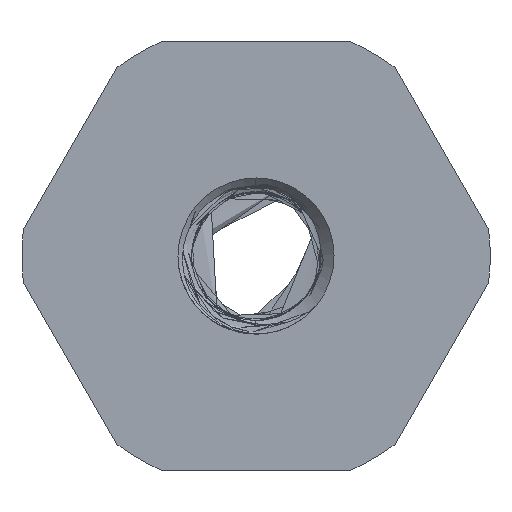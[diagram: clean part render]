
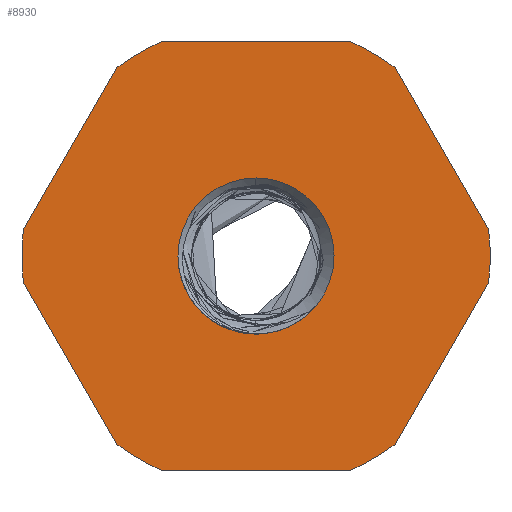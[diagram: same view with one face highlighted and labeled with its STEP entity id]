
A CAD part, front view. The second image highlights one B-rep face of the part: STEP entity #8930.
In plain terms, the highlighted planar face has unit normal (0, -1, 0).
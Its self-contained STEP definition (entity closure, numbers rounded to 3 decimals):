
#30 = AXIS2_PLACEMENT_3D ( 'NONE', #9692, #1163, #11592 ) ;
#60 = CARTESIAN_POINT ( 'NONE',  ( 0., 0., 0. ) ) ;
#123 = ORIENTED_EDGE ( 'NONE', *, *, #4446, .T. ) ;
#175 = DIRECTION ( 'NONE',  ( 0., 1., 0. ) ) ;
#272 = EDGE_CURVE ( 'NONE', #4185, #8603, #3402, .T. ) ;
#582 = CARTESIAN_POINT ( 'NONE',  ( -2.398, 0., 5.5 ) ) ;
#637 = ORIENTED_EDGE ( 'NONE', *, *, #9908, .T. ) ;
#640 = DIRECTION ( 'NONE',  ( 0., 1., 0. ) ) ;
#681 = DIRECTION ( 'NONE',  ( 0., 0., 1. ) ) ;
#687 = DIRECTION ( 'NONE',  ( 0., 0., 1. ) ) ;
#716 = DIRECTION ( 'NONE',  ( -0.5, 0., -0.866 ) ) ;
#979 = CARTESIAN_POINT ( 'NONE',  ( 0., 0., -2. ) ) ;
#987 = EDGE_CURVE ( 'NONE', #9353, #2197, #11527, .T. ) ;
#1008 = DIRECTION ( 'NONE',  ( -1., 0., 0. ) ) ;
#1163 = DIRECTION ( 'NONE',  ( 0., 1., 0. ) ) ;
#1203 = LINE ( 'NONE', #6469, #9226 ) ;
#1228 = CARTESIAN_POINT ( 'NONE',  ( 4.763, 0., 2.75 ) ) ;
#1325 = EDGE_CURVE ( 'NONE', #10917, #9353, #7082, .T. ) ;
#1485 = CARTESIAN_POINT ( 'NONE',  ( 0.239, 0., -1.986 ) ) ;
#1656 = CARTESIAN_POINT ( 'NONE',  ( -3.564, 0., 4.827 ) ) ;
#1730 = EDGE_CURVE ( 'NONE', #8603, #6027, #6938, .T. ) ;
#1793 = VERTEX_POINT ( 'NONE', #582 ) ;
#2073 = CIRCLE ( 'NONE', #10763, 2. ) ;
#2117 = ORIENTED_EDGE ( 'NONE', *, *, #1325, .F. ) ;
#2197 = VERTEX_POINT ( 'NONE', #11672 ) ;
#2656 = DIRECTION ( 'NONE',  ( -0.5, 0., 0.866 ) ) ;
#2675 = DIRECTION ( 'NONE',  ( 0., 1., 0. ) ) ;
#2691 = EDGE_CURVE ( 'NONE', #6444, #5505, #8854, .T. ) ;
#2714 = CIRCLE ( 'NONE', #3304, 2. ) ;
#2879 = VERTEX_POINT ( 'NONE', #9682 ) ;
#3184 = DIRECTION ( 'NONE',  ( 0., 0., 1. ) ) ;
#3197 = CARTESIAN_POINT ( 'NONE',  ( 0., 0., -5.5 ) ) ;
#3241 = ORIENTED_EDGE ( 'NONE', *, *, #8965, .F. ) ;
#3273 = ORIENTED_EDGE ( 'NONE', *, *, #2691, .T. ) ;
#3283 = AXIS2_PLACEMENT_3D ( 'NONE', #5536, #3459, #681 ) ;
#3304 = AXIS2_PLACEMENT_3D ( 'NONE', #8349, #2675, #9281 ) ;
#3402 = CIRCLE ( 'NONE', #11373, 6. ) ;
#3459 = DIRECTION ( 'NONE',  ( 0., 1., 0. ) ) ;
#3510 = AXIS2_PLACEMENT_3D ( 'NONE', #9250, #9172, #10112 ) ;
#3625 = FACE_OUTER_BOUND ( 'NONE', #3831, .T. ) ;
#3736 = VERTEX_POINT ( 'NONE', #5560 ) ;
#3831 = EDGE_LOOP ( 'NONE', ( #4640, #7262, #5204, #10226, #3241, #10684, #5439, #8682, #2117, #7467, #8842, #7715 ) ) ;
#4066 = EDGE_CURVE ( 'NONE', #2197, #7420, #6249, .T. ) ;
#4124 = DIRECTION ( 'NONE',  ( 0., 1., 0. ) ) ;
#4145 = EDGE_CURVE ( 'NONE', #2879, #9464, #4932, .T. ) ;
#4185 = VERTEX_POINT ( 'NONE', #6096 ) ;
#4216 = CARTESIAN_POINT ( 'NONE',  ( 5.962, 0., -0.673 ) ) ;
#4228 = DIRECTION ( 'NONE',  ( 0.5, 0., -0.866 ) ) ;
#4292 = EDGE_CURVE ( 'NONE', #6027, #1793, #12162, .T. ) ;
#4446 = EDGE_CURVE ( 'NONE', #5237, #8855, #2073, .T. ) ;
#4459 = CARTESIAN_POINT ( 'NONE',  ( 5.962, 0., 0.673 ) ) ;
#4640 = ORIENTED_EDGE ( 'NONE', *, *, #6898, .F. ) ;
#4733 = DIRECTION ( 'NONE',  ( 0., 0., 1. ) ) ;
#4856 = EDGE_CURVE ( 'NONE', #7824, #10917, #7576, .T. ) ;
#4932 = CIRCLE ( 'NONE', #7677, 6. ) ;
#5104 = AXIS2_PLACEMENT_3D ( 'NONE', #10132, #10169, #687 ) ;
#5204 = ORIENTED_EDGE ( 'NONE', *, *, #1730, .F. ) ;
#5237 = VERTEX_POINT ( 'NONE', #11525 ) ;
#5274 = CARTESIAN_POINT ( 'NONE',  ( -4.763, 0., 2.75 ) ) ;
#5330 = CARTESIAN_POINT ( 'NONE',  ( 0., 0., 0. ) ) ;
#5333 = EDGE_CURVE ( 'NONE', #7420, #3736, #9939, .T. ) ;
#5439 = ORIENTED_EDGE ( 'NONE', *, *, #4066, .F. ) ;
#5505 = VERTEX_POINT ( 'NONE', #979 ) ;
#5536 = CARTESIAN_POINT ( 'NONE',  ( 0., 0., 0. ) ) ;
#5560 = CARTESIAN_POINT ( 'NONE',  ( -3.564, 0., -4.827 ) ) ;
#5583 = EDGE_LOOP ( 'NONE', ( #637, #3273, #10894, #123 ) ) ;
#5640 = CARTESIAN_POINT ( 'NONE',  ( 4.763, 0., -2.75 ) ) ;
#5830 = VECTOR ( 'NONE', #4228, 1000. ) ;
#5924 = DIRECTION ( 'NONE',  ( 0., 0., 1. ) ) ;
#6027 = VERTEX_POINT ( 'NONE', #1656 ) ;
#6096 = CARTESIAN_POINT ( 'NONE',  ( -5.962, 0., -0.673 ) ) ;
#6129 = AXIS2_PLACEMENT_3D ( 'NONE', #11550, #175, #5924 ) ;
#6132 = FACE_BOUND ( 'NONE', #5583, .T. ) ;
#6179 = CARTESIAN_POINT ( 'NONE',  ( 0., 0., 0. ) ) ;
#6249 = LINE ( 'NONE', #3197, #9485 ) ;
#6444 = VERTEX_POINT ( 'NONE', #1485 ) ;
#6469 = CARTESIAN_POINT ( 'NONE',  ( -4.763, 0., -2.75 ) ) ;
#6713 = CARTESIAN_POINT ( 'NONE',  ( 0., 0., 5.5 ) ) ;
#6836 = DIRECTION ( 'NONE',  ( 1., 0., 0. ) ) ;
#6841 = CARTESIAN_POINT ( 'NONE',  ( -5.962, 0., 0.673 ) ) ;
#6898 = EDGE_CURVE ( 'NONE', #1793, #2879, #10940, .T. ) ;
#6938 = LINE ( 'NONE', #5274, #8269 ) ;
#7082 = LINE ( 'NONE', #5640, #11377 ) ;
#7216 = DIRECTION ( 'NONE',  ( 0., 0., 1. ) ) ;
#7262 = ORIENTED_EDGE ( 'NONE', *, *, #4292, .F. ) ;
#7311 = DIRECTION ( 'NONE',  ( 0., 0., 1. ) ) ;
#7420 = VERTEX_POINT ( 'NONE', #11271 ) ;
#7467 = ORIENTED_EDGE ( 'NONE', *, *, #4856, .F. ) ;
#7549 = CIRCLE ( 'NONE', #6129, 2. ) ;
#7576 = CIRCLE ( 'NONE', #12281, 6. ) ;
#7612 = EDGE_CURVE ( 'NONE', #5505, #5237, #7549, .T. ) ;
#7640 = DIRECTION ( 'NONE',  ( 0., 1., 0. ) ) ;
#7677 = AXIS2_PLACEMENT_3D ( 'NONE', #6179, #11720, #9836 ) ;
#7715 = ORIENTED_EDGE ( 'NONE', *, *, #4145, .F. ) ;
#7824 = VERTEX_POINT ( 'NONE', #4459 ) ;
#7907 = CARTESIAN_POINT ( 'NONE',  ( 3.564, 0., 4.827 ) ) ;
#8213 = AXIS2_PLACEMENT_3D ( 'NONE', #11186, #640, #7311 ) ;
#8269 = VECTOR ( 'NONE', #11863, 1000. ) ;
#8343 = LINE ( 'NONE', #1228, #5830 ) ;
#8349 = CARTESIAN_POINT ( 'NONE',  ( 0., 0., 0. ) ) ;
#8434 = VECTOR ( 'NONE', #6836, 1000. ) ;
#8603 = VERTEX_POINT ( 'NONE', #6841 ) ;
#8682 = ORIENTED_EDGE ( 'NONE', *, *, #987, .F. ) ;
#8842 = ORIENTED_EDGE ( 'NONE', *, *, #10334, .F. ) ;
#8854 = CIRCLE ( 'NONE', #3510, 2. ) ;
#8855 = VERTEX_POINT ( 'NONE', #9136 ) ;
#8930 = ADVANCED_FACE ( 'NONE', ( #6132, #3625 ), #11149, .F. ) ;
#8965 = EDGE_CURVE ( 'NONE', #3736, #4185, #1203, .T. ) ;
#9136 = CARTESIAN_POINT ( 'NONE',  ( 1.553, 0., -1.261 ) ) ;
#9172 = DIRECTION ( 'NONE',  ( 0., 1., 0. ) ) ;
#9226 = VECTOR ( 'NONE', #2656, 1000. ) ;
#9250 = CARTESIAN_POINT ( 'NONE',  ( 0., 0., 0. ) ) ;
#9281 = DIRECTION ( 'NONE',  ( 0., 0., 1. ) ) ;
#9353 = VERTEX_POINT ( 'NONE', #9623 ) ;
#9464 = VERTEX_POINT ( 'NONE', #7907 ) ;
#9485 = VECTOR ( 'NONE', #1008, 1000. ) ;
#9623 = CARTESIAN_POINT ( 'NONE',  ( 3.564, 0., -4.827 ) ) ;
#9682 = CARTESIAN_POINT ( 'NONE',  ( 2.398, 0., 5.5 ) ) ;
#9692 = CARTESIAN_POINT ( 'NONE',  ( 0., 0., 0. ) ) ;
#9737 = CARTESIAN_POINT ( 'NONE',  ( 0., 0., 0. ) ) ;
#9836 = DIRECTION ( 'NONE',  ( 0., 0., 1. ) ) ;
#9908 = EDGE_CURVE ( 'NONE', #8855, #6444, #2714, .T. ) ;
#9939 = CIRCLE ( 'NONE', #5104, 6. ) ;
#10112 = DIRECTION ( 'NONE',  ( 0., 0., 1. ) ) ;
#10132 = CARTESIAN_POINT ( 'NONE',  ( 0., 0., 0. ) ) ;
#10169 = DIRECTION ( 'NONE',  ( 0., 1., 0. ) ) ;
#10226 = ORIENTED_EDGE ( 'NONE', *, *, #272, .F. ) ;
#10334 = EDGE_CURVE ( 'NONE', #9464, #7824, #8343, .T. ) ;
#10684 = ORIENTED_EDGE ( 'NONE', *, *, #5333, .F. ) ;
#10763 = AXIS2_PLACEMENT_3D ( 'NONE', #9737, #4124, #3184 ) ;
#10894 = ORIENTED_EDGE ( 'NONE', *, *, #7612, .T. ) ;
#10917 = VERTEX_POINT ( 'NONE', #4216 ) ;
#10940 = LINE ( 'NONE', #6713, #8434 ) ;
#11056 = DIRECTION ( 'NONE',  ( 0., 1., 0. ) ) ;
#11149 = PLANE ( 'NONE',  #3283 ) ;
#11186 = CARTESIAN_POINT ( 'NONE',  ( 0., 0., 0. ) ) ;
#11271 = CARTESIAN_POINT ( 'NONE',  ( -2.398, 0., -5.5 ) ) ;
#11373 = AXIS2_PLACEMENT_3D ( 'NONE', #5330, #11056, #7216 ) ;
#11377 = VECTOR ( 'NONE', #716, 1000. ) ;
#11525 = CARTESIAN_POINT ( 'NONE',  ( 0., 0., 2. ) ) ;
#11527 = CIRCLE ( 'NONE', #8213, 6. ) ;
#11550 = CARTESIAN_POINT ( 'NONE',  ( 0., 0., 0. ) ) ;
#11592 = DIRECTION ( 'NONE',  ( 0., 0., 1. ) ) ;
#11672 = CARTESIAN_POINT ( 'NONE',  ( 2.398, 0., -5.5 ) ) ;
#11720 = DIRECTION ( 'NONE',  ( 0., 1., 0. ) ) ;
#11863 = DIRECTION ( 'NONE',  ( 0.5, 0., 0.866 ) ) ;
#12162 = CIRCLE ( 'NONE', #30, 6. ) ;
#12281 = AXIS2_PLACEMENT_3D ( 'NONE', #60, #7640, #4733 ) ;
